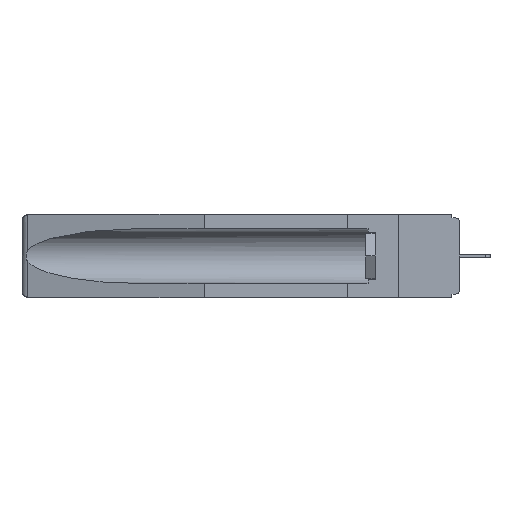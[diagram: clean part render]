
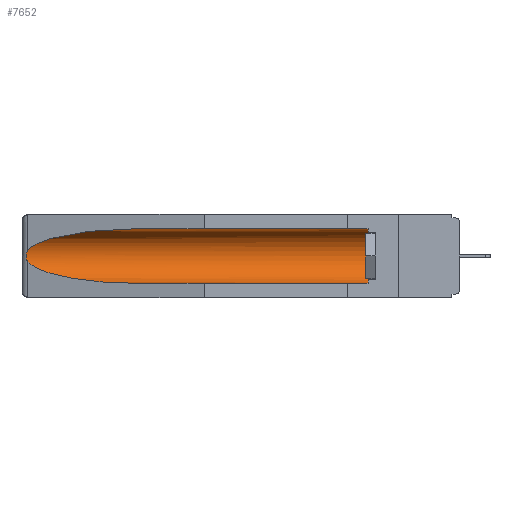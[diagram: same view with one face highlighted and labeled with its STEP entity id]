
A CAD part, left-side view. The second image highlights one B-rep face of the part: STEP entity #7652.
In plain terms, the highlighted cylindrical face has radius 2.857 mm (diameter 5.715 mm), a partial arc.
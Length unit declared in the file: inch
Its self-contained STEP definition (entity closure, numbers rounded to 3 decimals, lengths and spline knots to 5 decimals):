
#410 = CARTESIAN_POINT ( 'NONE',  ( 0.26537, 1.52718, -0.14972 ) ) ;
#620 = FACE_OUTER_BOUND ( 'NONE', #14866, .T. ) ;
#707 = VERTEX_POINT ( 'NONE', #8963 ) ;
#895 = DIRECTION ( 'NONE',  ( 0., 1., 0. ) ) ;
#993 = VERTEX_POINT ( 'NONE', #5323 ) ;
#1212 = CARTESIAN_POINT ( 'NONE',  ( 0.2673, 1.53269, -0.17917 ) ) ;
#1632 =( BOUNDED_CURVE ( )  B_SPLINE_CURVE ( 3, ( #19842, #7163, #15096, #11862 ),
 .UNSPECIFIED., .F., .T. ) 
 B_SPLINE_CURVE_WITH_KNOTS ( ( 4, 4 ),
 ( 0.1948, 1.5708 ),
 .UNSPECIFIED. ) 
 CURVE ( )  GEOMETRIC_REPRESENTATION_ITEM ( )  RATIONAL_B_SPLINE_CURVE ( ( 1., 0.848, 0.848, 1. ) ) 
 REPRESENTATION_ITEM ( '' )  );
#2119 = EDGE_CURVE ( 'NONE', #707, #993, #18718, .T. ) ;
#2420 = EDGE_CURVE ( 'NONE', #993, #3959, #18507, .T. ) ;
#2556 = CARTESIAN_POINT ( 'NONE',  ( 0.155, 0.126, -0.1715 ) ) ;
#2798 = VERTEX_POINT ( 'NONE', #3593 ) ;
#2901 = CARTESIAN_POINT ( 'NONE',  ( 0.155, -0.30754, -0.284 ) ) ;
#3593 = CARTESIAN_POINT ( 'NONE',  ( 0.155, 0.126, -0.059 ) ) ;
#3654 = VERTEX_POINT ( 'NONE', #8731 ) ;
#3959 = VERTEX_POINT ( 'NONE', #11519 ) ;
#4304 = CARTESIAN_POINT ( 'NONE',  ( 0.26597, 1.5296, -0.19026 ) ) ;
#5323 = CARTESIAN_POINT ( 'NONE',  ( 0.26537, 1.52718, -0.14972 ) ) ;
#5861 = DIRECTION ( 'NONE',  ( 0., -1., 0. ) ) ;
#7163 = CARTESIAN_POINT ( 'NONE',  ( 0.25451, 1.48313, -0.24835 ) ) ;
#7294 = EDGE_CURVE ( 'NONE', #14380, #2798, #12785, .T. ) ;
#7441 = CARTESIAN_POINT ( 'NONE',  ( 0.26537, 1.52718, -0.19328 ) ) ;
#7652 = ADVANCED_FACE ( 'NONE', ( #620 ), #10142, .F. ) ;
#7687 = AXIS2_PLACEMENT_3D ( 'NONE', #10443, #16728, #19329 ) ;
#7738 = CARTESIAN_POINT ( 'NONE',  ( 0.21114, 1.30732, -0.059 ) ) ;
#8221 = ORIENTED_EDGE ( 'NONE', *, *, #11693, .T. ) ;
#8731 = CARTESIAN_POINT ( 'NONE',  ( 0.155, 1.07973, -0.284 ) ) ;
#8963 = CARTESIAN_POINT ( 'NONE',  ( 0.155, 1.07973, -0.059 ) ) ;
#9708 = ORIENTED_EDGE ( 'NONE', *, *, #2420, .T. ) ;
#10142 = CYLINDRICAL_SURFACE ( 'NONE', #7687, 0.1125 ) ;
#10443 = CARTESIAN_POINT ( 'NONE',  ( 0.155, -0.30754, -0.1715 ) ) ;
#10832 = ORIENTED_EDGE ( 'NONE', *, *, #2119, .T. ) ;
#10923 = EDGE_CURVE ( 'NONE', #14380, #3654, #16695, .T. ) ;
#11519 = CARTESIAN_POINT ( 'NONE',  ( 0.26537, 1.52718, -0.19328 ) ) ;
#11693 = EDGE_CURVE ( 'NONE', #3959, #3654, #1632, .T. ) ;
#11812 = CARTESIAN_POINT ( 'NONE',  ( 0.155, -0.30754, -0.059 ) ) ;
#11820 = AXIS2_PLACEMENT_3D ( 'NONE', #2556, #5861, #19665 ) ;
#11852 = VECTOR ( 'NONE', #18284, 39.37008 ) ;
#11862 = CARTESIAN_POINT ( 'NONE',  ( 0.155, 1.07973, -0.284 ) ) ;
#11951 = CARTESIAN_POINT ( 'NONE',  ( 0.2673, 1.5327, -0.16383 ) ) ;
#12052 = CARTESIAN_POINT ( 'NONE',  ( 0.26597, 1.52961, -0.15275 ) ) ;
#12180 = CARTESIAN_POINT ( 'NONE',  ( 0.155, 0.126, -0.284 ) ) ;
#12785 = CIRCLE ( 'NONE', #11820, 0.1125 ) ;
#13272 = CARTESIAN_POINT ( 'NONE',  ( 0.26537, 1.52718, -0.14972 ) ) ;
#13479 = CARTESIAN_POINT ( 'NONE',  ( 0.2675, 1.53308, -0.16763 ) ) ;
#13679 = CARTESIAN_POINT ( 'NONE',  ( 0.2675, 1.53308, -0.17534 ) ) ;
#14192 = CARTESIAN_POINT ( 'NONE',  ( 0.155, 1.07973, -0.059 ) ) ;
#14380 = VERTEX_POINT ( 'NONE', #12180 ) ;
#14866 = EDGE_LOOP ( 'NONE', ( #10832, #9708, #8221, #18031, #16611, #16514 ) ) ;
#15096 = CARTESIAN_POINT ( 'NONE',  ( 0.21114, 1.30732, -0.284 ) ) ;
#15707 = CARTESIAN_POINT ( 'NONE',  ( 0.25451, 1.48313, -0.09465 ) ) ;
#16420 = CARTESIAN_POINT ( 'NONE',  ( 0.26654, 1.53092, -0.15636 ) ) ;
#16514 = ORIENTED_EDGE ( 'NONE', *, *, #16993, .T. ) ;
#16611 = ORIENTED_EDGE ( 'NONE', *, *, #7294, .T. ) ;
#16695 = LINE ( 'NONE', #2901, #18789 ) ;
#16728 = DIRECTION ( 'NONE',  ( 0., 1., 0. ) ) ;
#16993 = EDGE_CURVE ( 'NONE', #2798, #707, #19380, .T. ) ;
#18031 = ORIENTED_EDGE ( 'NONE', *, *, #10923, .F. ) ;
#18217 = CARTESIAN_POINT ( 'NONE',  ( 0.26655, 1.53094, -0.18657 ) ) ;
#18284 = DIRECTION ( 'NONE',  ( 0., 1., 0. ) ) ;
#18507 = B_SPLINE_CURVE_WITH_KNOTS ( 'NONE', 3,
 ( #13272, #12052, #16420, #11951, #13479, #13679, #1212, #18217, #4304, #7441 ),
 .UNSPECIFIED., .F., .F.,
 ( 4, 2, 2, 2, 4 ),
 ( 0., 0.00029, 0.00058, 0.00087, 0.00117 ),
 .UNSPECIFIED. ) ;
#18718 =( BOUNDED_CURVE ( )  B_SPLINE_CURVE ( 3, ( #14192, #7738, #15707, #410 ),
 .UNSPECIFIED., .F., .T. ) 
 B_SPLINE_CURVE_WITH_KNOTS ( ( 4, 4 ),
 ( 4.71239, 6.08839 ),
 .UNSPECIFIED. ) 
 CURVE ( )  GEOMETRIC_REPRESENTATION_ITEM ( )  RATIONAL_B_SPLINE_CURVE ( ( 1., 0.848, 0.848, 1. ) ) 
 REPRESENTATION_ITEM ( '' )  );
#18789 = VECTOR ( 'NONE', #895, 39.37008 ) ;
#19329 = DIRECTION ( 'NONE',  ( 0., 0., 1. ) ) ;
#19380 = LINE ( 'NONE', #11812, #11852 ) ;
#19665 = DIRECTION ( 'NONE',  ( 0., 0., 1. ) ) ;
#19842 = CARTESIAN_POINT ( 'NONE',  ( 0.26537, 1.52718, -0.19328 ) ) ;
